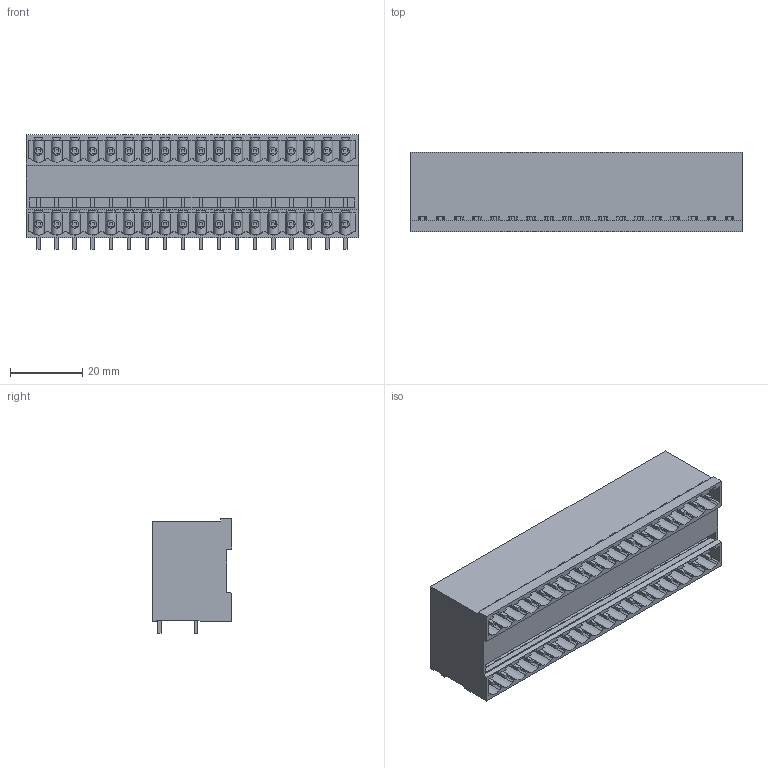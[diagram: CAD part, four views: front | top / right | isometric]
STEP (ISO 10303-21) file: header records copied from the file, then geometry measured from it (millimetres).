
FILE_DESCRIPTION(('CATIA V5R24 STEP','CAx-IF Rec.Pracs.--- Model Styling and Organization---1.4--- 2014-01-23'),'2;1');
FILE_NAME ('D1453488_1_1614510000_1614510000.stp','2021-12-08T07:19:19+00:00',('none'),('Weidmueller'),'CATIA Version 5-6 Release 2016 SP3 HF44','CATIA V5 STEP AP214','none');
FILE_SCHEMA(('AUTOMOTIVE_DESIGN { 1 0 10303 214 1 1 1 1 }'));
Length unit declared in the file: millimetre
Products named in the file (1): 1614510000
Bounding box: 92 x 22 x 31.85 mm (x, y, z)
Volume: 38822.8 mm3; surface area: 27211.9 mm2
Topology: 37 solids, 37 shells, 1571 faces, 4560 edges, 3050 vertices
Faces by surface type: plane 1319, cylinder 216, extrusion 36
Entity records: 50565 total; most frequent: CARTESIAN_POINT 12113, ORIENTED_EDGE 9120, DIRECTION 5950, EDGE_CURVE 4560, VECTOR 4054, LINE 4018, VERTEX_POINT 3050, EDGE_LOOP 1738
